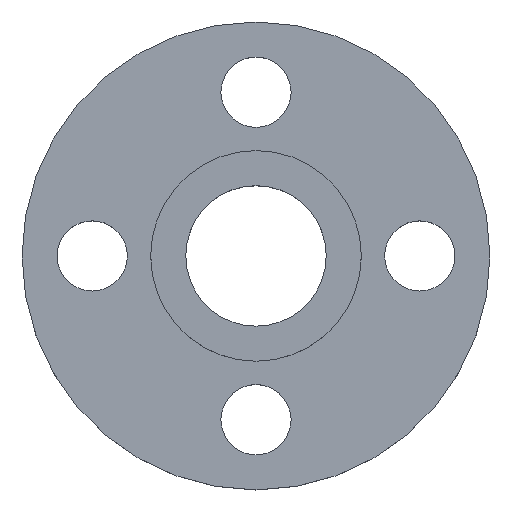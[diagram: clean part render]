
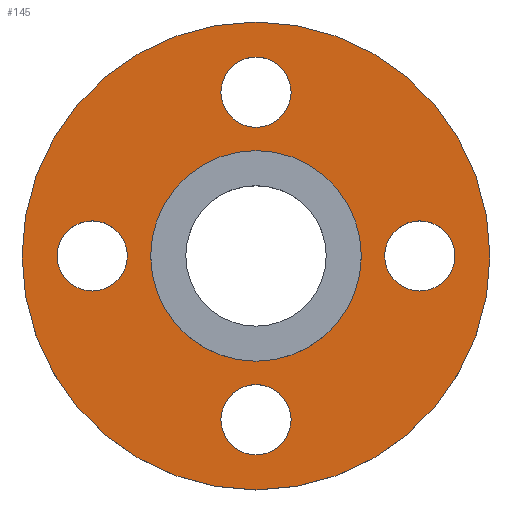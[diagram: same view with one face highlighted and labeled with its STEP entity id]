
A CAD part, top view. The second image highlights one B-rep face of the part: STEP entity #145.
In plain terms, the highlighted planar face has unit normal (0, 0, 1).
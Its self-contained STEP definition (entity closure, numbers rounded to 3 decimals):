
#5 = DIRECTION ( 'NONE',  ( 1., 0., 0. ) ) ;
#8 = CIRCLE ( 'NONE', #335, 4.5 ) ;
#10 = CARTESIAN_POINT ( 'NONE',  ( 8.5, 0., 2. ) ) ;
#14 = VERTEX_POINT ( 'NONE', #378 ) ;
#20 = DIRECTION ( 'NONE',  ( 0., 0., 1. ) ) ;
#28 = DIRECTION ( 'NONE',  ( 0., 0., 1. ) ) ;
#30 = VERTEX_POINT ( 'NONE', #332 ) ;
#31 = CARTESIAN_POINT ( 'NONE',  ( 0., 0., 2. ) ) ;
#37 = AXIS2_PLACEMENT_3D ( 'NONE', #50, #46, #316 ) ;
#46 = DIRECTION ( 'NONE',  ( 0., 0., 1. ) ) ;
#47 = EDGE_CURVE ( 'NONE', #436, #148, #365, .T. ) ;
#48 = CIRCLE ( 'NONE', #368, 1.5 ) ;
#50 = CARTESIAN_POINT ( 'NONE',  ( -7., 0., 2. ) ) ;
#58 = DIRECTION ( 'NONE',  ( 1., 0., 0. ) ) ;
#60 = CARTESIAN_POINT ( 'NONE',  ( 4.5, 0., 2. ) ) ;
#75 = CARTESIAN_POINT ( 'NONE',  ( 0., 0., 2. ) ) ;
#81 = EDGE_LOOP ( 'NONE', ( #524, #163 ) ) ;
#86 = AXIS2_PLACEMENT_3D ( 'NONE', #317, #456, #132 ) ;
#90 = EDGE_CURVE ( 'NONE', #334, #14, #478, .T. ) ;
#92 = CARTESIAN_POINT ( 'NONE',  ( -5.5, 0., 2. ) ) ;
#99 = DIRECTION ( 'NONE',  ( -1., 0., 0. ) ) ;
#107 = ORIENTED_EDGE ( 'NONE', *, *, #275, .T. ) ;
#111 = AXIS2_PLACEMENT_3D ( 'NONE', #174, #543, #542 ) ;
#112 = DIRECTION ( 'NONE',  ( 0., 0., 1. ) ) ;
#117 = FACE_BOUND ( 'NONE', #491, .T. ) ;
#132 = DIRECTION ( 'NONE',  ( 1., 0., 0. ) ) ;
#134 = CIRCLE ( 'NONE', #416, 1.5 ) ;
#139 = VERTEX_POINT ( 'NONE', #567 ) ;
#145 = ADVANCED_FACE ( 'NONE', ( #427, #381, #571, #527, #117, #432 ), #301, .T. ) ;
#148 = VERTEX_POINT ( 'NONE', #385 ) ;
#151 = CARTESIAN_POINT ( 'NONE',  ( 7., 0., 2. ) ) ;
#152 = CIRCLE ( 'NONE', #183, 4.5 ) ;
#163 = ORIENTED_EDGE ( 'NONE', *, *, #246, .F. ) ;
#173 = VERTEX_POINT ( 'NONE', #257 ) ;
#174 = CARTESIAN_POINT ( 'NONE',  ( 0., -7., 2. ) ) ;
#181 = EDGE_CURVE ( 'NONE', #30, #537, #152, .T. ) ;
#183 = AXIS2_PLACEMENT_3D ( 'NONE', #31, #405, #5 ) ;
#187 = CARTESIAN_POINT ( 'NONE',  ( 0., -7., 2. ) ) ;
#190 = ORIENTED_EDGE ( 'NONE', *, *, #508, .F. ) ;
#193 = AXIS2_PLACEMENT_3D ( 'NONE', #326, #239, #58 ) ;
#199 = DIRECTION ( 'NONE',  ( 1., 0., 0. ) ) ;
#201 = CARTESIAN_POINT ( 'NONE',  ( -1.5, -7., 2. ) ) ;
#206 = DIRECTION ( 'NONE',  ( 1., 0., 0. ) ) ;
#207 = CARTESIAN_POINT ( 'NONE',  ( -1.5, 7., 2. ) ) ;
#209 = EDGE_CURVE ( 'NONE', #306, #139, #264, .T. ) ;
#220 = VERTEX_POINT ( 'NONE', #92 ) ;
#225 = ORIENTED_EDGE ( 'NONE', *, *, #47, .F. ) ;
#234 = CARTESIAN_POINT ( 'NONE',  ( -7., 0., 2. ) ) ;
#238 = ORIENTED_EDGE ( 'NONE', *, *, #363, .F. ) ;
#239 = DIRECTION ( 'NONE',  ( 0., 0., 1. ) ) ;
#246 = EDGE_CURVE ( 'NONE', #537, #30, #8, .T. ) ;
#247 = CARTESIAN_POINT ( 'NONE',  ( -10., 0., 2. ) ) ;
#252 = AXIS2_PLACEMENT_3D ( 'NONE', #187, #372, #509 ) ;
#257 = CARTESIAN_POINT ( 'NONE',  ( 5.5, 0., 2. ) ) ;
#264 = CIRCLE ( 'NONE', #111, 1.5 ) ;
#265 = ORIENTED_EDGE ( 'NONE', *, *, #209, .F. ) ;
#275 = EDGE_CURVE ( 'NONE', #14, #334, #442, .T. ) ;
#278 = AXIS2_PLACEMENT_3D ( 'NONE', #373, #20, #199 ) ;
#284 = EDGE_CURVE ( 'NONE', #344, #220, #380, .T. ) ;
#288 = EDGE_LOOP ( 'NONE', ( #469, #446 ) ) ;
#296 = AXIS2_PLACEMENT_3D ( 'NONE', #75, #28, #206 ) ;
#301 = PLANE ( 'NONE',  #296 ) ;
#306 = VERTEX_POINT ( 'NONE', #201 ) ;
#316 = DIRECTION ( 'NONE',  ( -1., 0., 0. ) ) ;
#317 = CARTESIAN_POINT ( 'NONE',  ( 0., 0., 2. ) ) ;
#326 = CARTESIAN_POINT ( 'NONE',  ( 7., 0., 2. ) ) ;
#332 = CARTESIAN_POINT ( 'NONE',  ( -4.5, 0., 2. ) ) ;
#334 = VERTEX_POINT ( 'NONE', #247 ) ;
#335 = AXIS2_PLACEMENT_3D ( 'NONE', #505, #358, #455 ) ;
#338 = EDGE_CURVE ( 'NONE', #148, #436, #134, .T. ) ;
#344 = VERTEX_POINT ( 'NONE', #521 ) ;
#352 = EDGE_LOOP ( 'NONE', ( #238, #430 ) ) ;
#358 = DIRECTION ( 'NONE',  ( 0., 0., 1. ) ) ;
#363 = EDGE_CURVE ( 'NONE', #520, #173, #470, .T. ) ;
#365 = CIRCLE ( 'NONE', #581, 1.5 ) ;
#368 = AXIS2_PLACEMENT_3D ( 'NONE', #234, #471, #99 ) ;
#372 = DIRECTION ( 'NONE',  ( 0., 0., 1. ) ) ;
#373 = CARTESIAN_POINT ( 'NONE',  ( 0., 0., 2. ) ) ;
#375 = DIRECTION ( 'NONE',  ( 1., 0., 0. ) ) ;
#378 = CARTESIAN_POINT ( 'NONE',  ( 10., 0., 2. ) ) ;
#380 = CIRCLE ( 'NONE', #37, 1.5 ) ;
#381 = FACE_BOUND ( 'NONE', #288, .T. ) ;
#385 = CARTESIAN_POINT ( 'NONE',  ( 1.5, 7., 2. ) ) ;
#389 = AXIS2_PLACEMENT_3D ( 'NONE', #151, #572, #568 ) ;
#405 = DIRECTION ( 'NONE',  ( 0., 0., 1. ) ) ;
#416 = AXIS2_PLACEMENT_3D ( 'NONE', #429, #112, #375 ) ;
#427 = FACE_OUTER_BOUND ( 'NONE', #534, .T. ) ;
#429 = CARTESIAN_POINT ( 'NONE',  ( 0., 7., 2. ) ) ;
#430 = ORIENTED_EDGE ( 'NONE', *, *, #479, .F. ) ;
#432 = FACE_BOUND ( 'NONE', #81, .T. ) ;
#436 = VERTEX_POINT ( 'NONE', #207 ) ;
#442 = CIRCLE ( 'NONE', #86, 10. ) ;
#443 = ORIENTED_EDGE ( 'NONE', *, *, #338, .F. ) ;
#446 = ORIENTED_EDGE ( 'NONE', *, *, #284, .F. ) ;
#455 = DIRECTION ( 'NONE',  ( 1., 0., 0. ) ) ;
#456 = DIRECTION ( 'NONE',  ( 0., 0., 1. ) ) ;
#458 = EDGE_LOOP ( 'NONE', ( #190, #265 ) ) ;
#469 = ORIENTED_EDGE ( 'NONE', *, *, #502, .F. ) ;
#470 = CIRCLE ( 'NONE', #389, 1.5 ) ;
#471 = DIRECTION ( 'NONE',  ( 0., 0., 1. ) ) ;
#475 = DIRECTION ( 'NONE',  ( 0., 0., 1. ) ) ;
#478 = CIRCLE ( 'NONE', #278, 10. ) ;
#479 = EDGE_CURVE ( 'NONE', #173, #520, #484, .T. ) ;
#484 = CIRCLE ( 'NONE', #193, 1.5 ) ;
#491 = EDGE_LOOP ( 'NONE', ( #443, #225 ) ) ;
#492 = ORIENTED_EDGE ( 'NONE', *, *, #90, .T. ) ;
#502 = EDGE_CURVE ( 'NONE', #220, #344, #48, .T. ) ;
#505 = CARTESIAN_POINT ( 'NONE',  ( 0., 0., 2. ) ) ;
#508 = EDGE_CURVE ( 'NONE', #139, #306, #540, .T. ) ;
#509 = DIRECTION ( 'NONE',  ( -1., 0., 0. ) ) ;
#520 = VERTEX_POINT ( 'NONE', #10 ) ;
#521 = CARTESIAN_POINT ( 'NONE',  ( -8.5, 0., 2. ) ) ;
#524 = ORIENTED_EDGE ( 'NONE', *, *, #181, .F. ) ;
#527 = FACE_BOUND ( 'NONE', #352, .T. ) ;
#534 = EDGE_LOOP ( 'NONE', ( #492, #107 ) ) ;
#537 = VERTEX_POINT ( 'NONE', #60 ) ;
#540 = CIRCLE ( 'NONE', #252, 1.5 ) ;
#542 = DIRECTION ( 'NONE',  ( -1., 0., 0. ) ) ;
#543 = DIRECTION ( 'NONE',  ( 0., 0., 1. ) ) ;
#560 = CARTESIAN_POINT ( 'NONE',  ( 0., 7., 2. ) ) ;
#567 = CARTESIAN_POINT ( 'NONE',  ( 1.5, -7., 2. ) ) ;
#568 = DIRECTION ( 'NONE',  ( 1., 0., 0. ) ) ;
#569 = DIRECTION ( 'NONE',  ( 1., 0., 0. ) ) ;
#571 = FACE_BOUND ( 'NONE', #458, .T. ) ;
#572 = DIRECTION ( 'NONE',  ( 0., 0., 1. ) ) ;
#581 = AXIS2_PLACEMENT_3D ( 'NONE', #560, #475, #569 ) ;
